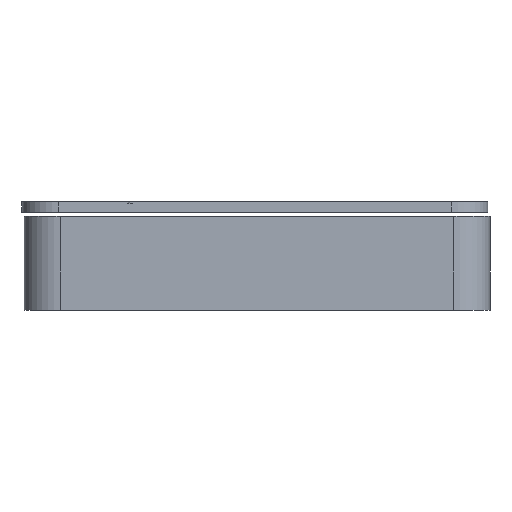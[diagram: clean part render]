
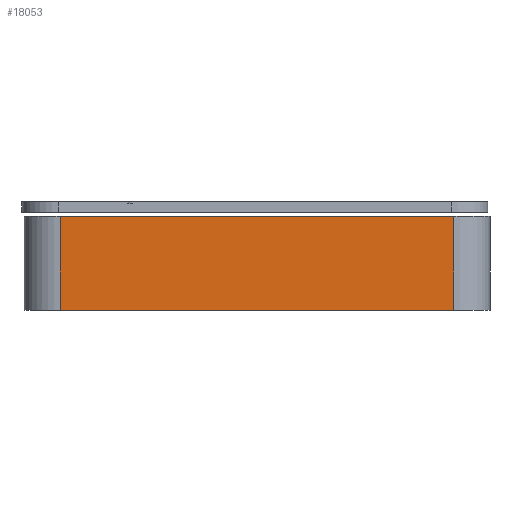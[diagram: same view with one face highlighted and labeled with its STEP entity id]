
A CAD part, left-side view. The second image highlights one B-rep face of the part: STEP entity #18053.
In plain terms, the highlighted planar face has unit normal (-1, 0, 0).
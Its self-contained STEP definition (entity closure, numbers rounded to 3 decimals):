
#2087=FACE_OUTER_BOUND('',#3077,.T.);
#3077=EDGE_LOOP('',(#13650,#13651,#13652,#13653));
#4303=LINE('',#27733,#5998);
#4304=LINE('',#27748,#5999);
#4313=LINE('',#27774,#6008);
#4324=LINE('',#27813,#6019);
#5998=VECTOR('',#20034,10.);
#5999=VECTOR('',#20053,10.);
#6008=VECTOR('',#20082,10.);
#6019=VECTOR('',#20129,10.);
#7817=VERTEX_POINT('',#27714);
#7825=VERTEX_POINT('',#27731);
#7830=VERTEX_POINT('',#27747);
#7837=VERTEX_POINT('',#27772);
#9951=EDGE_CURVE('',#7825,#7817,#4303,.T.);
#9956=EDGE_CURVE('',#7817,#7830,#4304,.T.);
#9969=EDGE_CURVE('',#7837,#7825,#4313,.T.);
#9988=EDGE_CURVE('',#7830,#7837,#4324,.T.);
#13650=ORIENTED_EDGE('',*,*,#9956,.F.);
#13651=ORIENTED_EDGE('',*,*,#9951,.F.);
#13652=ORIENTED_EDGE('',*,*,#9969,.F.);
#13653=ORIENTED_EDGE('',*,*,#9988,.F.);
#17385=PLANE('',#18865);
#18053=ADVANCED_FACE('',(#2087),#17385,.T.);
#18865=AXIS2_PLACEMENT_3D('',#27812,#20127,#20128);
#20034=DIRECTION('',(0.,-1.,0.));
#20053=DIRECTION('',(0.,0.,-1.));
#20082=DIRECTION('',(0.,0.,1.));
#20127=DIRECTION('center_axis',(-1.,0.,0.));
#20128=DIRECTION('ref_axis',(0.,-1.,0.));
#20129=DIRECTION('',(0.,1.,0.));
#27714=CARTESIAN_POINT('',(-49.258,-6.646,13.));
#27731=CARTESIAN_POINT('',(-49.258,47.854,13.));
#27733=CARTESIAN_POINT('',(-49.258,-11.646,13.));
#27747=CARTESIAN_POINT('',(-49.258,-6.646,0.));
#27748=CARTESIAN_POINT('',(-49.258,-6.646,0.));
#27772=CARTESIAN_POINT('',(-49.258,47.854,0.));
#27774=CARTESIAN_POINT('',(-49.258,47.854,0.));
#27812=CARTESIAN_POINT('Origin',(-49.258,52.854,0.));
#27813=CARTESIAN_POINT('',(-49.258,-11.646,0.));
